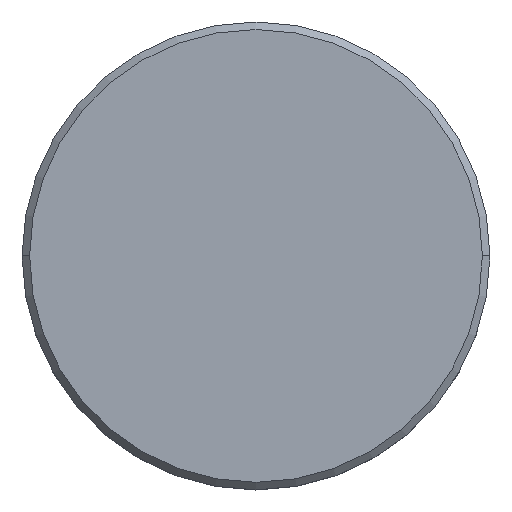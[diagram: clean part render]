
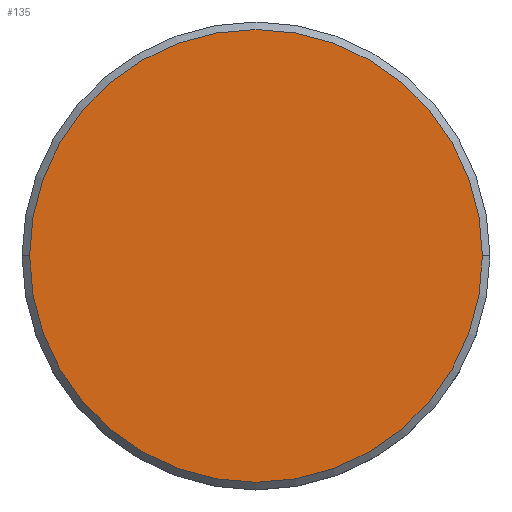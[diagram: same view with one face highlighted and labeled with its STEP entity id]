
A CAD part, top view. The second image highlights one B-rep face of the part: STEP entity #135.
In plain terms, the highlighted planar face has unit normal (0, 0, 1).
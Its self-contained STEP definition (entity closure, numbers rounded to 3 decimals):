
#25 = AXIS2_PLACEMENT_3D ( 'NONE', #70, #980, #350 ) ;
#70 = CARTESIAN_POINT ( 'NONE',  ( 0., 0., 0. ) ) ;
#129 = DIRECTION ( 'NONE',  ( 0., 0., 1. ) ) ;
#135 = ADVANCED_FACE ( 'NONE', ( #1115 ), #842, .T. ) ;
#155 = AXIS2_PLACEMENT_3D ( 'NONE', #941, #129, #375 ) ;
#247 = VERTEX_POINT ( 'NONE', #1026 ) ;
#254 = ORIENTED_EDGE ( 'NONE', *, *, #437, .T. ) ;
#350 = DIRECTION ( 'NONE',  ( 1., 0., 0. ) ) ;
#375 = DIRECTION ( 'NONE',  ( 1., 0., 0. ) ) ;
#426 = ORIENTED_EDGE ( 'NONE', *, *, #428, .T. ) ;
#428 = EDGE_CURVE ( 'NONE', #1147, #247, #1113, .T. ) ;
#437 = EDGE_CURVE ( 'NONE', #247, #1147, #744, .T. ) ;
#474 = EDGE_LOOP ( 'NONE', ( #254, #426 ) ) ;
#520 = DIRECTION ( 'NONE',  ( 0., 0., 1. ) ) ;
#537 = AXIS2_PLACEMENT_3D ( 'NONE', #998, #520, #879 ) ;
#612 = CARTESIAN_POINT ( 'NONE',  ( 15., 0., 0. ) ) ;
#744 = CIRCLE ( 'NONE', #25, 15. ) ;
#842 = PLANE ( 'NONE',  #155 ) ;
#879 = DIRECTION ( 'NONE',  ( 1., 0., 0. ) ) ;
#941 = CARTESIAN_POINT ( 'NONE',  ( 0., 0., 0. ) ) ;
#980 = DIRECTION ( 'NONE',  ( 0., 0., 1. ) ) ;
#998 = CARTESIAN_POINT ( 'NONE',  ( 0., 0., 0. ) ) ;
#1026 = CARTESIAN_POINT ( 'NONE',  ( -15., 0., 0. ) ) ;
#1113 = CIRCLE ( 'NONE', #537, 15. ) ;
#1115 = FACE_OUTER_BOUND ( 'NONE', #474, .T. ) ;
#1147 = VERTEX_POINT ( 'NONE', #612 ) ;
